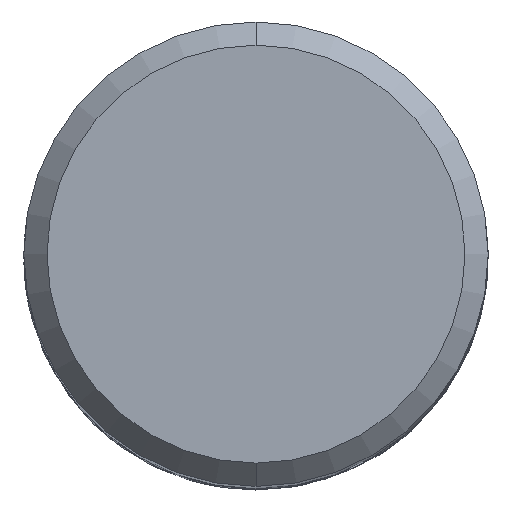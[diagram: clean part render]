
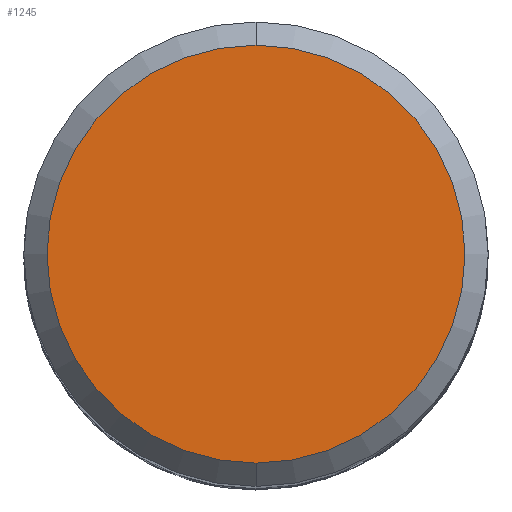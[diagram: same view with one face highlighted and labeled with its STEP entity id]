
A CAD part, top view. The second image highlights one B-rep face of the part: STEP entity #1245.
In plain terms, the highlighted planar face has unit normal (0, 0, 1).
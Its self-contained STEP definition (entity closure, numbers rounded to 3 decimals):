
#819=EDGE_CURVE('',#1025,#1109,#1714,.T.);
#1025=VERTEX_POINT('',#1933);
#1075=EDGE_CURVE('',#1109,#1025,#1989,.T.);
#1109=VERTEX_POINT('',#2027);
#1245=ADVANCED_FACE('',(#2173),#2174,.T.);
#1714=CIRCLE('',#5763,9.0);
#1933=CARTESIAN_POINT('',(0.,-9.0,0.0));
#1989=CIRCLE('',#8205,9.0);
#2027=CARTESIAN_POINT('',(0.0,9.0,0.0));
#2173=FACE_OUTER_BOUND('',#9892,.T.);
#2174=PLANE('',#9893);
#5763=AXIS2_PLACEMENT_3D('',#10572,#10573,#10574);
#8205=AXIS2_PLACEMENT_3D('',#10823,#10824,#10825);
#9892=EDGE_LOOP('',(#10987,#10988));
#9893=AXIS2_PLACEMENT_3D('',#10989,#10990,#10991);
#10572=CARTESIAN_POINT('',(0.0,0.0,0.0));
#10573=DIRECTION('',(0.0,0.0,-1.0));
#10574=DIRECTION('',(0.0,1.0,0.0));
#10823=CARTESIAN_POINT('',(0.0,0.0,0.0));
#10824=DIRECTION('',(0.0,0.0,-1.0));
#10825=DIRECTION('',(0.0,1.0,0.0));
#10987=ORIENTED_EDGE('',*,*,#1075,.F.);
#10988=ORIENTED_EDGE('',*,*,#819,.F.);
#10989=CARTESIAN_POINT('',(0.0,4.5,0.0));
#10990=DIRECTION('',(-0.0,0.0,1.0));
#10991=DIRECTION('',(0.0,-1.0,0.0));
